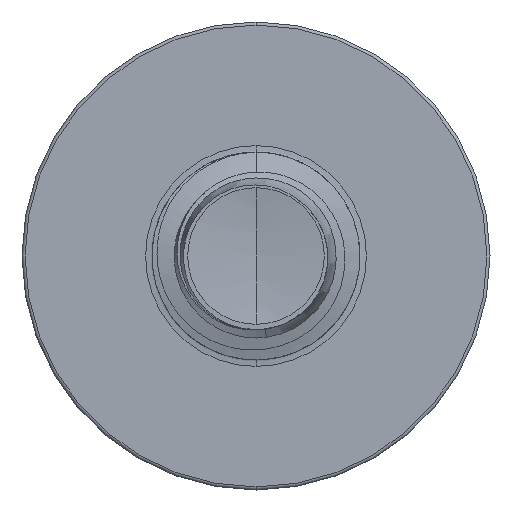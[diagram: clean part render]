
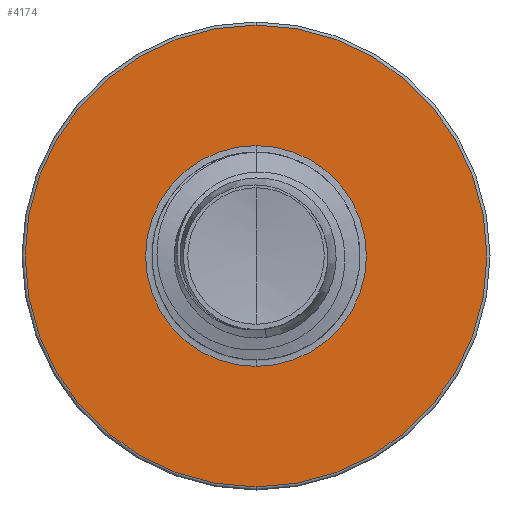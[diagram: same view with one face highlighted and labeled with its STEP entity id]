
A CAD part, front view. The second image highlights one B-rep face of the part: STEP entity #4174.
In plain terms, the highlighted planar face has unit normal (0, -1, 0).
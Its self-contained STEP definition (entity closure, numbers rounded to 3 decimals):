
#10 = DIRECTION ( 'NONE',  ( 0., 1., 0. ) ) ;
#605 = EDGE_LOOP ( 'NONE', ( #16401, #10755 ) ) ;
#1011 = DIRECTION ( 'NONE',  ( 0., 0., 1. ) ) ;
#1051 = DIRECTION ( 'NONE',  ( 0., 1., 0. ) ) ;
#1056 = CARTESIAN_POINT ( 'NONE',  ( 0., 10., -3.186 ) ) ;
#1100 = PLANE ( 'NONE',  #11228 ) ;
#1297 = CARTESIAN_POINT ( 'NONE',  ( 0., 10., 0. ) ) ;
#3715 = AXIS2_PLACEMENT_3D ( 'NONE', #17154, #8740, #18327 ) ;
#3748 = DIRECTION ( 'NONE',  ( 0., 0., 1. ) ) ;
#3960 = CARTESIAN_POINT ( 'NONE',  ( 0., 10., 6.66 ) ) ;
#4174 = ADVANCED_FACE ( 'NONE', ( #11037, #14723 ), #1100, .F. ) ;
#6524 = AXIS2_PLACEMENT_3D ( 'NONE', #12592, #10, #13950 ) ;
#7166 = AXIS2_PLACEMENT_3D ( 'NONE', #10159, #19404, #11840 ) ;
#7513 = VERTEX_POINT ( 'NONE', #17354 ) ;
#8740 = DIRECTION ( 'NONE',  ( 0., 1., 0. ) ) ;
#10159 = CARTESIAN_POINT ( 'NONE',  ( 0., 10., 0. ) ) ;
#10755 = ORIENTED_EDGE ( 'NONE', *, *, #13438, .T. ) ;
#11015 = AXIS2_PLACEMENT_3D ( 'NONE', #1297, #14585, #3748 ) ;
#11037 = FACE_OUTER_BOUND ( 'NONE', #13301, .T. ) ;
#11228 = AXIS2_PLACEMENT_3D ( 'NONE', #1056, #1051, #1011 ) ;
#11529 = ORIENTED_EDGE ( 'NONE', *, *, #15206, .F. ) ;
#11840 = DIRECTION ( 'NONE',  ( 0., 0., 1. ) ) ;
#12492 = VERTEX_POINT ( 'NONE', #15042 ) ;
#12592 = CARTESIAN_POINT ( 'NONE',  ( 0., 10., 0. ) ) ;
#13301 = EDGE_LOOP ( 'NONE', ( #11529, #16374 ) ) ;
#13438 = EDGE_CURVE ( 'NONE', #7513, #20795, #15258, .T. ) ;
#13950 = DIRECTION ( 'NONE',  ( 0., 0., 1. ) ) ;
#14078 = CIRCLE ( 'NONE', #7166, 3.186 ) ;
#14427 = VERTEX_POINT ( 'NONE', #3960 ) ;
#14585 = DIRECTION ( 'NONE',  ( 0., 1., 0. ) ) ;
#14723 = FACE_BOUND ( 'NONE', #605, .T. ) ;
#15042 = CARTESIAN_POINT ( 'NONE',  ( 0., 10., -6.66 ) ) ;
#15206 = EDGE_CURVE ( 'NONE', #14427, #12492, #17083, .T. ) ;
#15258 = CIRCLE ( 'NONE', #6524, 3.186 ) ;
#16374 = ORIENTED_EDGE ( 'NONE', *, *, #18640, .F. ) ;
#16401 = ORIENTED_EDGE ( 'NONE', *, *, #18585, .T. ) ;
#16835 = CARTESIAN_POINT ( 'NONE',  ( 0., 10., 3.186 ) ) ;
#16873 = CIRCLE ( 'NONE', #11015, 6.66 ) ;
#17083 = CIRCLE ( 'NONE', #3715, 6.66 ) ;
#17154 = CARTESIAN_POINT ( 'NONE',  ( 0., 10., 0. ) ) ;
#17354 = CARTESIAN_POINT ( 'NONE',  ( 0., 10., -3.186 ) ) ;
#18327 = DIRECTION ( 'NONE',  ( 0., 0., 1. ) ) ;
#18585 = EDGE_CURVE ( 'NONE', #20795, #7513, #14078, .T. ) ;
#18640 = EDGE_CURVE ( 'NONE', #12492, #14427, #16873, .T. ) ;
#19404 = DIRECTION ( 'NONE',  ( 0., 1., 0. ) ) ;
#20795 = VERTEX_POINT ( 'NONE', #16835 ) ;
